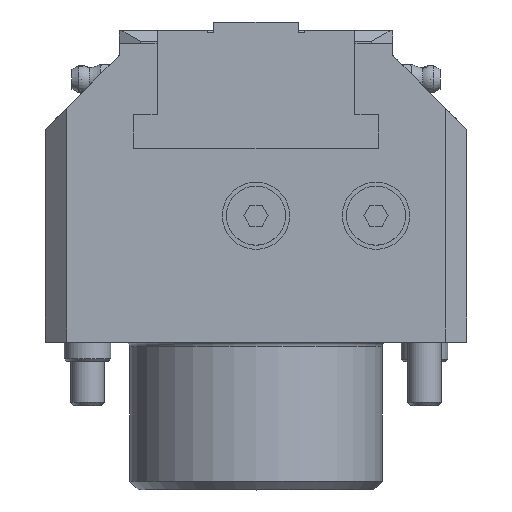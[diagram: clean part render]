
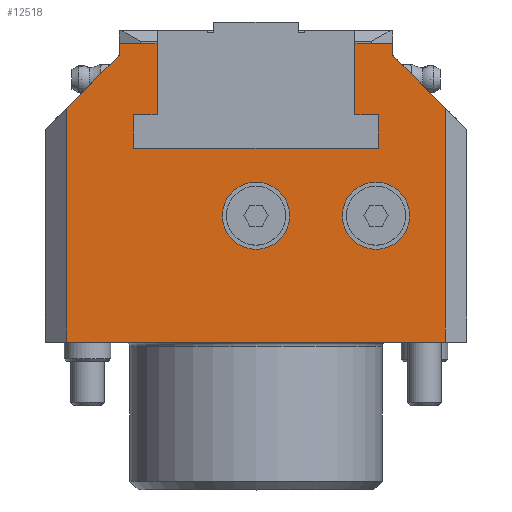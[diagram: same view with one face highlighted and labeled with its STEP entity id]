
A CAD part, top view. The second image highlights one B-rep face of the part: STEP entity #12518.
In plain terms, the highlighted planar face has unit normal (0, 0, 1).
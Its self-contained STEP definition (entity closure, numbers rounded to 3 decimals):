
#539=FACE_BOUND('',#1841,.T.);
#540=FACE_BOUND('',#1842,.T.);
#649=CIRCLE('',#13414,8.);
#650=CIRCLE('',#13415,8.);
#1111=FACE_OUTER_BOUND('',#1840,.T.);
#1840=EDGE_LOOP('',(#7782,#7783,#7784,#7785,#7786,#7787,#7788,#7789,#7790,
#7791,#7792,#7793,#7794,#7795,#7796,#7797));
#1841=EDGE_LOOP('',(#7798));
#1842=EDGE_LOOP('',(#7799));
#2679=LINE('',#18117,#3759);
#2680=LINE('',#18119,#3760);
#2681=LINE('',#18121,#3761);
#2682=LINE('',#18123,#3762);
#2683=LINE('',#18125,#3763);
#2684=LINE('',#18127,#3764);
#2685=LINE('',#18129,#3765);
#2686=LINE('',#18131,#3766);
#2687=LINE('',#18133,#3767);
#2688=LINE('',#18135,#3768);
#2689=LINE('',#18137,#3769);
#2690=LINE('',#18139,#3770);
#2691=LINE('',#18141,#3771);
#2692=LINE('',#18143,#3772);
#2693=LINE('',#18145,#3773);
#2694=LINE('',#18146,#3774);
#3759=VECTOR('',#14624,10.);
#3760=VECTOR('',#14625,10.);
#3761=VECTOR('',#14626,10.);
#3762=VECTOR('',#14627,10.);
#3763=VECTOR('',#14628,10.);
#3764=VECTOR('',#14629,10.);
#3765=VECTOR('',#14630,10.);
#3766=VECTOR('',#14631,10.);
#3767=VECTOR('',#14632,10.);
#3768=VECTOR('',#14633,10.);
#3769=VECTOR('',#14634,10.);
#3770=VECTOR('',#14635,10.);
#3771=VECTOR('',#14636,10.);
#3772=VECTOR('',#14637,10.);
#3773=VECTOR('',#14638,10.);
#3774=VECTOR('',#14639,10.);
#4839=VERTEX_POINT('',#18115);
#4840=VERTEX_POINT('',#18116);
#4841=VERTEX_POINT('',#18118);
#4842=VERTEX_POINT('',#18120);
#4843=VERTEX_POINT('',#18122);
#4844=VERTEX_POINT('',#18124);
#4845=VERTEX_POINT('',#18126);
#4846=VERTEX_POINT('',#18128);
#4847=VERTEX_POINT('',#18130);
#4848=VERTEX_POINT('',#18132);
#4849=VERTEX_POINT('',#18134);
#4850=VERTEX_POINT('',#18136);
#4851=VERTEX_POINT('',#18138);
#4852=VERTEX_POINT('',#18140);
#4853=VERTEX_POINT('',#18142);
#4854=VERTEX_POINT('',#18144);
#4855=VERTEX_POINT('',#18147);
#4856=VERTEX_POINT('',#18149);
#5998=EDGE_CURVE('',#4839,#4840,#2679,.T.);
#5999=EDGE_CURVE('',#4839,#4841,#2680,.T.);
#6000=EDGE_CURVE('',#4841,#4842,#2681,.T.);
#6001=EDGE_CURVE('',#4842,#4843,#2682,.T.);
#6002=EDGE_CURVE('',#4843,#4844,#2683,.T.);
#6003=EDGE_CURVE('',#4845,#4844,#2684,.T.);
#6004=EDGE_CURVE('',#4846,#4845,#2685,.T.);
#6005=EDGE_CURVE('',#4846,#4847,#2686,.T.);
#6006=EDGE_CURVE('',#4847,#4848,#2687,.T.);
#6007=EDGE_CURVE('',#4849,#4848,#2688,.T.);
#6008=EDGE_CURVE('',#4849,#4850,#2689,.T.);
#6009=EDGE_CURVE('',#4851,#4850,#2690,.T.);
#6010=EDGE_CURVE('',#4851,#4852,#2691,.T.);
#6011=EDGE_CURVE('',#4852,#4853,#2692,.T.);
#6012=EDGE_CURVE('',#4853,#4854,#2693,.T.);
#6013=EDGE_CURVE('',#4840,#4854,#2694,.T.);
#6014=EDGE_CURVE('',#4855,#4855,#649,.T.);
#6015=EDGE_CURVE('',#4856,#4856,#650,.T.);
#7782=ORIENTED_EDGE('',*,*,#5998,.F.);
#7783=ORIENTED_EDGE('',*,*,#5999,.T.);
#7784=ORIENTED_EDGE('',*,*,#6000,.T.);
#7785=ORIENTED_EDGE('',*,*,#6001,.T.);
#7786=ORIENTED_EDGE('',*,*,#6002,.T.);
#7787=ORIENTED_EDGE('',*,*,#6003,.F.);
#7788=ORIENTED_EDGE('',*,*,#6004,.F.);
#7789=ORIENTED_EDGE('',*,*,#6005,.T.);
#7790=ORIENTED_EDGE('',*,*,#6006,.T.);
#7791=ORIENTED_EDGE('',*,*,#6007,.F.);
#7792=ORIENTED_EDGE('',*,*,#6008,.T.);
#7793=ORIENTED_EDGE('',*,*,#6009,.F.);
#7794=ORIENTED_EDGE('',*,*,#6010,.T.);
#7795=ORIENTED_EDGE('',*,*,#6011,.T.);
#7796=ORIENTED_EDGE('',*,*,#6012,.T.);
#7797=ORIENTED_EDGE('',*,*,#6013,.F.);
#7798=ORIENTED_EDGE('',*,*,#6014,.T.);
#7799=ORIENTED_EDGE('',*,*,#6015,.T.);
#11350=PLANE('',#13413);
#12518=ADVANCED_FACE('',(#1111,#539,#540),#11350,.T.);
#13413=AXIS2_PLACEMENT_3D('',#18114,#14622,#14623);
#13414=AXIS2_PLACEMENT_3D('',#18148,#14640,#14641);
#13415=AXIS2_PLACEMENT_3D('',#18150,#14642,#14643);
#14622=DIRECTION('center_axis',(0.,0.,1.));
#14623=DIRECTION('ref_axis',(1.,0.,0.));
#14624=DIRECTION('',(-1.,0.,0.));
#14625=DIRECTION('',(0.,-1.,0.));
#14626=DIRECTION('',(-1.,0.,0.));
#14627=DIRECTION('',(0.,1.,0.));
#14628=DIRECTION('',(1.,0.,0.));
#14629=DIRECTION('',(0.,-1.,0.));
#14630=DIRECTION('',(1.,0.,0.));
#14631=DIRECTION('',(0.,-1.,0.));
#14632=DIRECTION('',(-0.707,-0.707,0.));
#14633=DIRECTION('',(0.,1.,0.));
#14634=DIRECTION('',(1.,0.,0.));
#14635=DIRECTION('',(0.,-1.,0.));
#14636=DIRECTION('',(-0.707,0.707,0.));
#14637=DIRECTION('',(0.,1.,0.));
#14638=DIRECTION('',(-1.,0.,0.));
#14639=DIRECTION('',(0.,1.,0.));
#14640=DIRECTION('center_axis',(0.,0.,-1.));
#14641=DIRECTION('ref_axis',(1.,0.,0.));
#14642=DIRECTION('center_axis',(0.,0.,-1.));
#14643=DIRECTION('ref_axis',(1.,0.,0.));
#18114=CARTESIAN_POINT('Origin',(0.,33.825,
100.));
#18115=CARTESIAN_POINT('',(29.,54.,100.));
#18116=CARTESIAN_POINT('',(23.5,54.,100.));
#18117=CARTESIAN_POINT('',(11.75,54.,100.));
#18118=CARTESIAN_POINT('',(29.,46.,100.));
#18119=CARTESIAN_POINT('',(29.,39.913,100.));
#18120=CARTESIAN_POINT('',(-29.,46.,100.));
#18121=CARTESIAN_POINT('',(-14.5,46.,100.));
#18122=CARTESIAN_POINT('',(-29.,54.,100.));
#18123=CARTESIAN_POINT('',(-29.,43.913,100.));
#18124=CARTESIAN_POINT('',(-23.5,54.,100.));
#18125=CARTESIAN_POINT('',(14.5,54.,100.));
#18126=CARTESIAN_POINT('',(-23.5,71.,100.));
#18127=CARTESIAN_POINT('',(-23.5,58.25,100.));
#18128=CARTESIAN_POINT('',(-32.5,71.,100.));
#18129=CARTESIAN_POINT('',(-11.75,71.,100.));
#18130=CARTESIAN_POINT('',(-32.5,68.,100.));
#18131=CARTESIAN_POINT('',(-32.5,68.,100.));
#18132=CARTESIAN_POINT('',(-45.,55.5,100.));
#18133=CARTESIAN_POINT('',(-50.,50.5,100.));
#18134=CARTESIAN_POINT('',(-45.,0.,100.));
#18135=CARTESIAN_POINT('',(-45.,42.163,100.));
#18136=CARTESIAN_POINT('',(45.,0.,100.));
#18137=CARTESIAN_POINT('',(0.,0.,100.));
#18138=CARTESIAN_POINT('',(45.,55.5,100.));
#18139=CARTESIAN_POINT('',(45.,16.913,100.));
#18140=CARTESIAN_POINT('',(32.5,68.,100.));
#18141=CARTESIAN_POINT('',(32.5,68.,100.));
#18142=CARTESIAN_POINT('',(32.5,71.,100.));
#18143=CARTESIAN_POINT('',(32.5,71.,100.));
#18144=CARTESIAN_POINT('',(23.5,71.,100.));
#18145=CARTESIAN_POINT('',(24.,71.,100.));
#18146=CARTESIAN_POINT('',(23.5,66.75,100.));
#18147=CARTESIAN_POINT('',(-8.,30.,100.));
#18148=CARTESIAN_POINT('Origin',(0.,30.,100.));
#18149=CARTESIAN_POINT('',(20.5,30.,100.));
#18150=CARTESIAN_POINT('Origin',(28.5,30.,100.));
